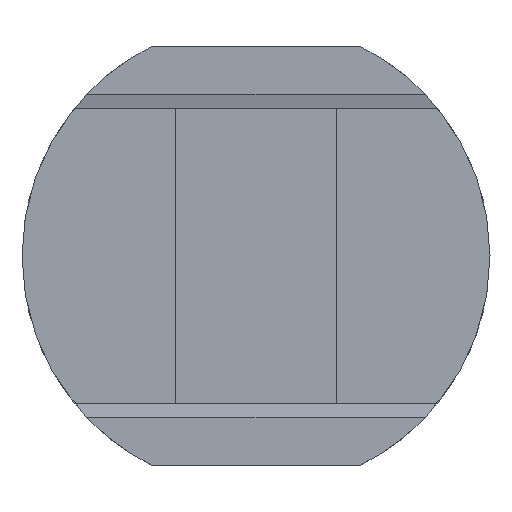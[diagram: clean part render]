
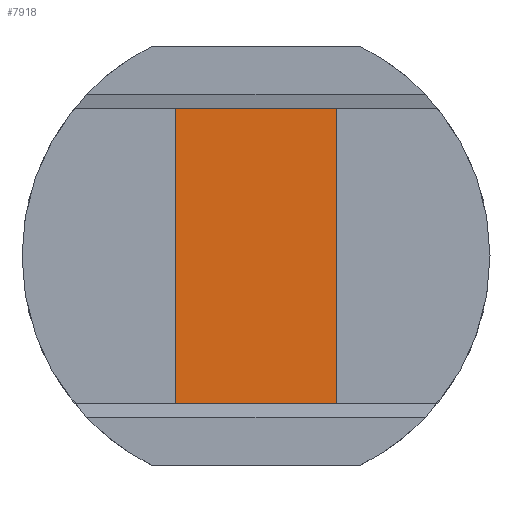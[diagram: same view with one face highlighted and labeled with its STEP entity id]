
A CAD part, top view. The second image highlights one B-rep face of the part: STEP entity #7918.
In plain terms, the highlighted planar face has unit normal (0, 0, 1).
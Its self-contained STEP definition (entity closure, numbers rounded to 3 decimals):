
#46 = CARTESIAN_POINT ( 'NONE',  ( 1., 1.825, 0.9 ) ) ;
#91 = CARTESIAN_POINT ( 'NONE',  ( -1., 1.825, 0.9 ) ) ;
#107 = DIRECTION ( 'NONE',  ( 0., 1., 0. ) ) ;
#223 = EDGE_CURVE ( 'NONE', #1647, #5382, #10850, .T. ) ;
#262 = DIRECTION ( 'NONE',  ( 0., -1., 0. ) ) ;
#343 = DIRECTION ( 'NONE',  ( 0., 0., 1. ) ) ;
#653 = DIRECTION ( 'NONE',  ( 0., 1., 0. ) ) ;
#1007 = PLANE ( 'NONE',  #4388 ) ;
#1021 = VERTEX_POINT ( 'NONE', #46 ) ;
#1060 = FACE_OUTER_BOUND ( 'NONE', #7682, .T. ) ;
#1271 = DIRECTION ( 'NONE',  ( 1., 0., 0. ) ) ;
#1548 = VERTEX_POINT ( 'NONE', #4267 ) ;
#1647 = VERTEX_POINT ( 'NONE', #5546 ) ;
#1728 = ORIENTED_EDGE ( 'NONE', *, *, #5254, .T. ) ;
#1866 = EDGE_CURVE ( 'NONE', #1548, #8331, #7181, .T. ) ;
#2011 = CARTESIAN_POINT ( 'NONE',  ( -1., -1.6, 0.9 ) ) ;
#2012 = ORIENTED_EDGE ( 'NONE', *, *, #10338, .T. ) ;
#2080 = CARTESIAN_POINT ( 'NONE',  ( 0., 0., 0.9 ) ) ;
#2117 = DIRECTION ( 'NONE',  ( 0., 1., 0. ) ) ;
#2624 = ORIENTED_EDGE ( 'NONE', *, *, #5207, .T. ) ;
#2639 = CARTESIAN_POINT ( 'NONE',  ( 1., -1.825, 0.9 ) ) ;
#2701 = DIRECTION ( 'NONE',  ( 1., 0., 0. ) ) ;
#2812 = CARTESIAN_POINT ( 'NONE',  ( -1., 1.825, 0.9 ) ) ;
#3388 = VECTOR ( 'NONE', #107, 1000. ) ;
#3398 = VECTOR ( 'NONE', #262, 1000. ) ;
#3486 = ORIENTED_EDGE ( 'NONE', *, *, #223, .T. ) ;
#3527 = VERTEX_POINT ( 'NONE', #2011 ) ;
#3596 = LINE ( 'NONE', #7017, #3911 ) ;
#3911 = VECTOR ( 'NONE', #10535, 1000. ) ;
#4061 = VERTEX_POINT ( 'NONE', #5303 ) ;
#4267 = CARTESIAN_POINT ( 'NONE',  ( -1., -1.825, 0.9 ) ) ;
#4388 = AXIS2_PLACEMENT_3D ( 'NONE', #2080, #343, #1271 ) ;
#4902 = CARTESIAN_POINT ( 'NONE',  ( 1., -1.825, 0.9 ) ) ;
#5153 = DIRECTION ( 'NONE',  ( -1., 0., 0. ) ) ;
#5195 = CARTESIAN_POINT ( 'NONE',  ( 1., 1.825, 0.9 ) ) ;
#5207 = EDGE_CURVE ( 'NONE', #3527, #1548, #8150, .T. ) ;
#5254 = EDGE_CURVE ( 'NONE', #4061, #3527, #3596, .T. ) ;
#5303 = CARTESIAN_POINT ( 'NONE',  ( -1., 1.6, 0.9 ) ) ;
#5382 = VERTEX_POINT ( 'NONE', #6159 ) ;
#5546 = CARTESIAN_POINT ( 'NONE',  ( 1., -1.6, 0.9 ) ) ;
#5872 = VECTOR ( 'NONE', #10274, 1000. ) ;
#6159 = CARTESIAN_POINT ( 'NONE',  ( 1., 1.6, 0.9 ) ) ;
#6938 = VECTOR ( 'NONE', #2117, 1000. ) ;
#7017 = CARTESIAN_POINT ( 'NONE',  ( -1., 1.825, 0.9 ) ) ;
#7181 = LINE ( 'NONE', #7807, #9842 ) ;
#7270 = CARTESIAN_POINT ( 'NONE',  ( 1., -1.825, 0.9 ) ) ;
#7363 = VECTOR ( 'NONE', #5153, 1000. ) ;
#7517 = ORIENTED_EDGE ( 'NONE', *, *, #1866, .T. ) ;
#7530 = EDGE_CURVE ( 'NONE', #5382, #1021, #7724, .T. ) ;
#7535 = ORIENTED_EDGE ( 'NONE', *, *, #8689, .T. ) ;
#7682 = EDGE_LOOP ( 'NONE', ( #2012, #1728, #2624, #7517, #7748, #3486, #9390, #7535 ) ) ;
#7724 = LINE ( 'NONE', #4902, #9197 ) ;
#7748 = ORIENTED_EDGE ( 'NONE', *, *, #10647, .T. ) ;
#7807 = CARTESIAN_POINT ( 'NONE',  ( -1., -1.825, 0.9 ) ) ;
#7918 = ADVANCED_FACE ( 'NONE', ( #1060 ), #1007, .T. ) ;
#8079 = LINE ( 'NONE', #2812, #3398 ) ;
#8150 = LINE ( 'NONE', #11058, #5872 ) ;
#8331 = VERTEX_POINT ( 'NONE', #8406 ) ;
#8338 = VERTEX_POINT ( 'NONE', #91 ) ;
#8406 = CARTESIAN_POINT ( 'NONE',  ( 1., -1.825, 0.9 ) ) ;
#8689 = EDGE_CURVE ( 'NONE', #1021, #8338, #10745, .T. ) ;
#9197 = VECTOR ( 'NONE', #653, 1000. ) ;
#9388 = LINE ( 'NONE', #2639, #3388 ) ;
#9390 = ORIENTED_EDGE ( 'NONE', *, *, #7530, .T. ) ;
#9842 = VECTOR ( 'NONE', #2701, 1000. ) ;
#10274 = DIRECTION ( 'NONE',  ( 0., -1., 0. ) ) ;
#10338 = EDGE_CURVE ( 'NONE', #8338, #4061, #8079, .T. ) ;
#10535 = DIRECTION ( 'NONE',  ( 0., -1., 0. ) ) ;
#10647 = EDGE_CURVE ( 'NONE', #8331, #1647, #9388, .T. ) ;
#10745 = LINE ( 'NONE', #5195, #7363 ) ;
#10850 = LINE ( 'NONE', #7270, #6938 ) ;
#11058 = CARTESIAN_POINT ( 'NONE',  ( -1., 1.825, 0.9 ) ) ;
